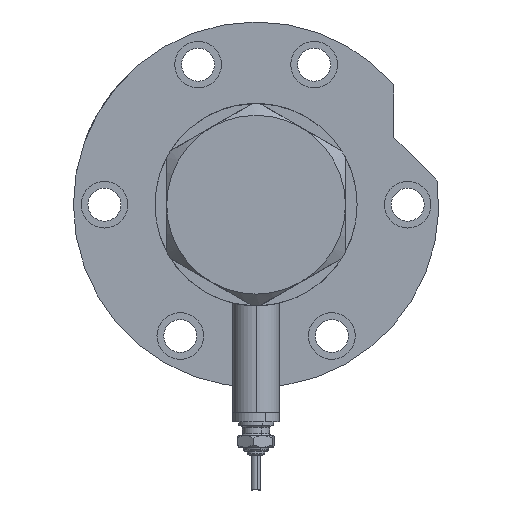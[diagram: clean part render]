
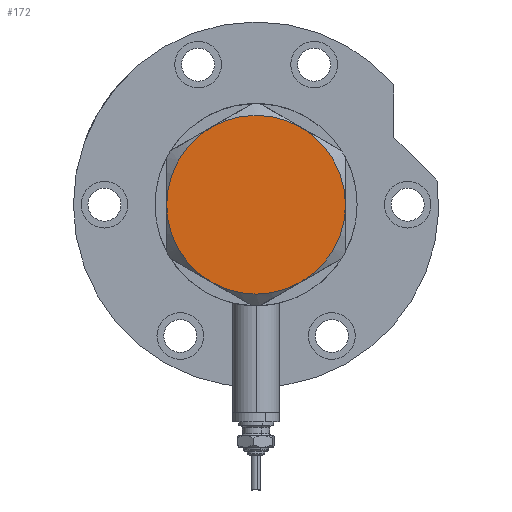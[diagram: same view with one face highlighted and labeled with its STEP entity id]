
A CAD part, left-side view. The second image highlights one B-rep face of the part: STEP entity #172.
In plain terms, the highlighted face is planar.
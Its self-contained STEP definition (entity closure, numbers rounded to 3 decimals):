
#128 = CARTESIAN_POINT ( 'NONE',  ( 0., 0., 9. ) ) ;
#172 = ADVANCED_FACE ( 'NONE', ( #3247 ), #7404, .T. ) ;
#385 = AXIS2_PLACEMENT_3D ( 'NONE', #128, #2185, #3478 ) ;
#647 = CARTESIAN_POINT ( 'NONE',  ( 0., 0., 9. ) ) ;
#1039 = DIRECTION ( 'NONE',  ( 1., 0., 0. ) ) ;
#1092 = CARTESIAN_POINT ( 'NONE',  ( 11.5, -19.919, 9. ) ) ;
#1132 = CARTESIAN_POINT ( 'NONE',  ( 11.5, 19.919, 9. ) ) ;
#1252 = DIRECTION ( 'NONE',  ( 0., 0., 1. ) ) ;
#1335 = AXIS2_PLACEMENT_3D ( 'NONE', #4376, #2908, #1039 ) ;
#1377 = VERTEX_POINT ( 'NONE', #1092 ) ;
#1379 = DIRECTION ( 'NONE',  ( 0., 0., 1. ) ) ;
#1512 = CIRCLE ( 'NONE', #3633, 23. ) ;
#1659 = DIRECTION ( 'NONE',  ( 0., 0., 1. ) ) ;
#2132 = CARTESIAN_POINT ( 'NONE',  ( -23., 0., 9. ) ) ;
#2181 = CIRCLE ( 'NONE', #4581, 23. ) ;
#2185 = DIRECTION ( 'NONE',  ( 0., 0., 1. ) ) ;
#2317 = AXIS2_PLACEMENT_3D ( 'NONE', #3397, #2825, #6896 ) ;
#2555 = CIRCLE ( 'NONE', #7461, 23. ) ;
#2602 = CIRCLE ( 'NONE', #2317, 23. ) ;
#2706 = EDGE_CURVE ( 'NONE', #1377, #8143, #2602, .T. ) ;
#2825 = DIRECTION ( 'NONE',  ( 0., 0., 1. ) ) ;
#2908 = DIRECTION ( 'NONE',  ( 0., 0., 1. ) ) ;
#2988 = CARTESIAN_POINT ( 'NONE',  ( 0., 0., 9. ) ) ;
#3185 = ORIENTED_EDGE ( 'NONE', *, *, #6568, .T. ) ;
#3247 = FACE_OUTER_BOUND ( 'NONE', #3545, .T. ) ;
#3397 = CARTESIAN_POINT ( 'NONE',  ( 0., 0., 9. ) ) ;
#3478 = DIRECTION ( 'NONE',  ( 1., 0., 0. ) ) ;
#3497 = ORIENTED_EDGE ( 'NONE', *, *, #2706, .T. ) ;
#3545 = EDGE_LOOP ( 'NONE', ( #3497, #7897, #8607, #3185, #5760, #8431 ) ) ;
#3633 = AXIS2_PLACEMENT_3D ( 'NONE', #3777, #1659, #6432 ) ;
#3754 = VERTEX_POINT ( 'NONE', #1132 ) ;
#3777 = CARTESIAN_POINT ( 'NONE',  ( 0., 0., 9. ) ) ;
#4085 = CARTESIAN_POINT ( 'NONE',  ( -11.5, -19.919, 9. ) ) ;
#4128 = EDGE_CURVE ( 'NONE', #3754, #5407, #2181, .T. ) ;
#4376 = CARTESIAN_POINT ( 'NONE',  ( 0., 0., 9. ) ) ;
#4581 = AXIS2_PLACEMENT_3D ( 'NONE', #2988, #6224, #8213 ) ;
#5171 = EDGE_CURVE ( 'NONE', #8240, #6338, #7662, .T. ) ;
#5334 = DIRECTION ( 'NONE',  ( 1., 0., 0. ) ) ;
#5407 = VERTEX_POINT ( 'NONE', #8652 ) ;
#5760 = ORIENTED_EDGE ( 'NONE', *, *, #5171, .T. ) ;
#6005 = DIRECTION ( 'NONE',  ( 1., 0., 0. ) ) ;
#6224 = DIRECTION ( 'NONE',  ( 0., 0., 1. ) ) ;
#6338 = VERTEX_POINT ( 'NONE', #4085 ) ;
#6432 = DIRECTION ( 'NONE',  ( 1., 0., 0. ) ) ;
#6568 = EDGE_CURVE ( 'NONE', #5407, #8240, #1512, .T. ) ;
#6816 = EDGE_CURVE ( 'NONE', #6338, #1377, #7113, .T. ) ;
#6896 = DIRECTION ( 'NONE',  ( 1., 0., 0. ) ) ;
#7113 = CIRCLE ( 'NONE', #385, 23. ) ;
#7179 = AXIS2_PLACEMENT_3D ( 'NONE', #647, #1252, #6005 ) ;
#7404 = PLANE ( 'NONE',  #7179 ) ;
#7461 = AXIS2_PLACEMENT_3D ( 'NONE', #8110, #1379, #5334 ) ;
#7606 = CARTESIAN_POINT ( 'NONE',  ( 23., 0., 9. ) ) ;
#7662 = CIRCLE ( 'NONE', #1335, 23. ) ;
#7897 = ORIENTED_EDGE ( 'NONE', *, *, #8165, .T. ) ;
#8110 = CARTESIAN_POINT ( 'NONE',  ( 0., 0., 9. ) ) ;
#8143 = VERTEX_POINT ( 'NONE', #7606 ) ;
#8165 = EDGE_CURVE ( 'NONE', #8143, #3754, #2555, .T. ) ;
#8213 = DIRECTION ( 'NONE',  ( 1., 0., 0. ) ) ;
#8240 = VERTEX_POINT ( 'NONE', #2132 ) ;
#8431 = ORIENTED_EDGE ( 'NONE', *, *, #6816, .T. ) ;
#8607 = ORIENTED_EDGE ( 'NONE', *, *, #4128, .T. ) ;
#8652 = CARTESIAN_POINT ( 'NONE',  ( -11.5, 19.919, 9. ) ) ;
